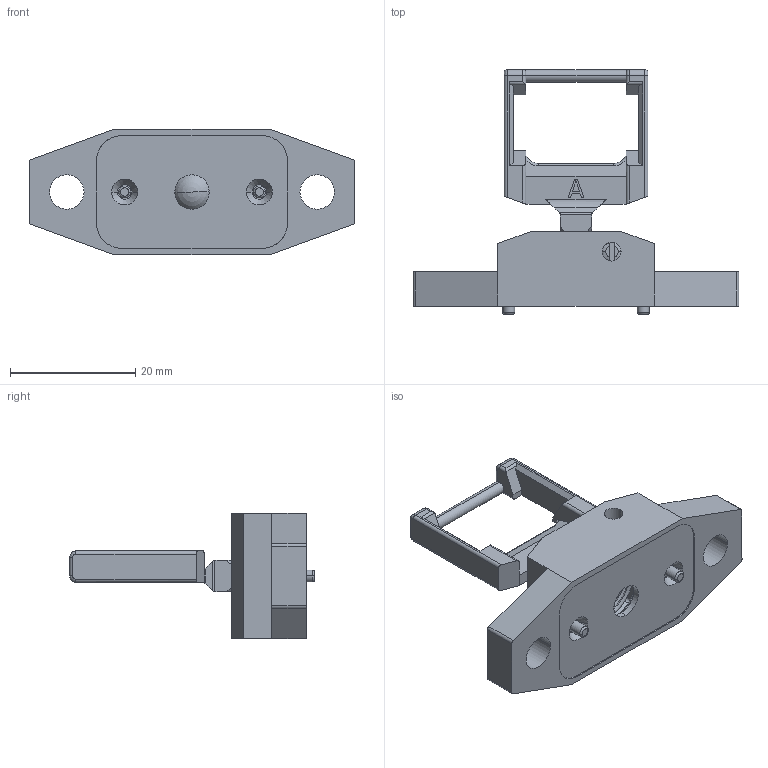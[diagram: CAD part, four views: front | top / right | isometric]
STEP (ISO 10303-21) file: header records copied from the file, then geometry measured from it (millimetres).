
FILE_DESCRIPTION((''),'2;1');
FILE_NAME('212878_ASM','2019-09-23T09:03:33',('pdmadmin'),('BANNER ENGINEERING'),'CREO PARAMETRIC BY PTC INC, 2018300','CREO PARAMETRIC BY PTC INC, 2018300','');
FILE_SCHEMA(('CONFIG_CONTROL_DESIGN'));
Length unit declared in the file: millimetre
Products named in the file (2): 46996---SI-QS-SSU; 212878_ASM
Assembly tree (1 placements, depth 2):
  212878_ASM
    46996---SI-QS-SSU
Bounding box: 52 x 39.1 x 20 mm (x, y, z)
Volume: 6142.6 mm3; surface area: 7122.3 mm2
Topology: 5 solids, 6 shells, 266 faces, 677 edges, 435 vertices
Faces by surface type: plane 126, cylinder 94, bspline 19, cone 16, torus 9, sphere 2
Entity records: 11572 total; most frequent: CARTESIAN_POINT 5197, ORIENTED_EDGE 1334, DIRECTION 1249, EDGE_CURVE 675, AXIS2_PLACEMENT_3D 438, VERTEX_POINT 435, VECTOR 373, LINE 373
